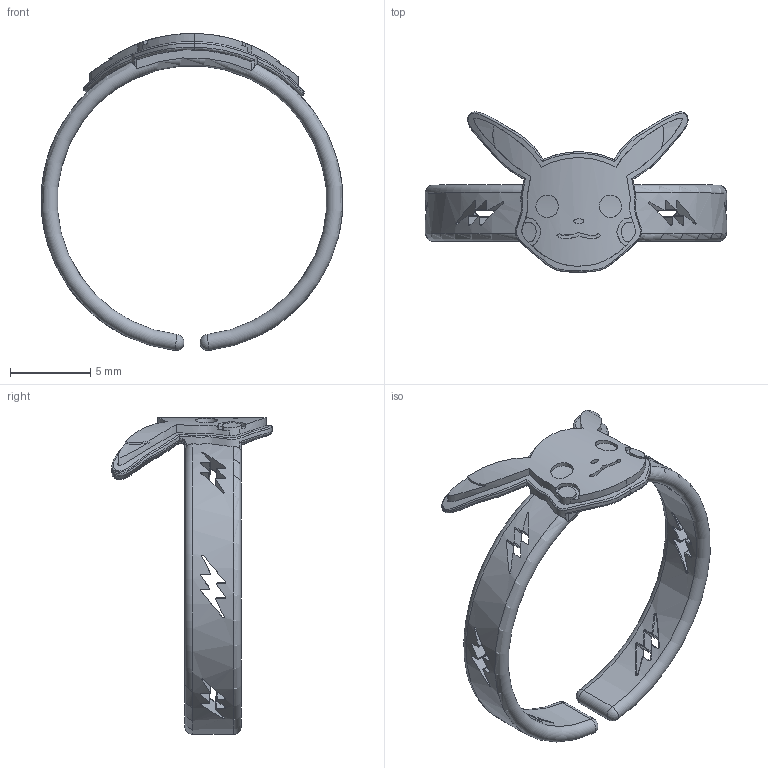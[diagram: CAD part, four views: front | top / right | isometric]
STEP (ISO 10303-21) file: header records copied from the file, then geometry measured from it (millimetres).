
FILE_DESCRIPTION(/* description */ (''),/* implementation_level */ '2;1');
FILE_NAME(/* name */ 'Pikachu v12.step',/* time_stamp */ '2024-10-22T14:27:47-03:00',/* author */ (''),/* organization */ (''),/* preprocessor_version */ 'ST-DEVELOPER v20',/* originating_system */ 'Autodesk Translation Framework v13.20.0.188',/* authorisation */ '');
FILE_SCHEMA (('AUTOMOTIVE_DESIGN { 1 0 10303 214 3 1 1 }'));
Length unit declared in the file: millimetre
Products named in the file (1): Pikachu
Bounding box: 18.75 x 9.96 x 19.69 mm (x, y, z)
Volume: 220.6 mm3; surface area: 618.4 mm2
Topology: 1 solids, 1 shells, 319 faces, 806 edges, 488 vertices
Faces by surface type: bspline 121, cylinder 103, plane 64, sphere 28, torus 3
Entity records: 18220 total; most frequent: CARTESIAN_POINT 11258, ORIENTED_EDGE 1600, DIRECTION 1203, EDGE_CURVE 800, VERTEX_POINT 488, AXIS2_PLACEMENT_3D 486, EDGE_LOOP 336, FACE_OUTER_BOUND 319
